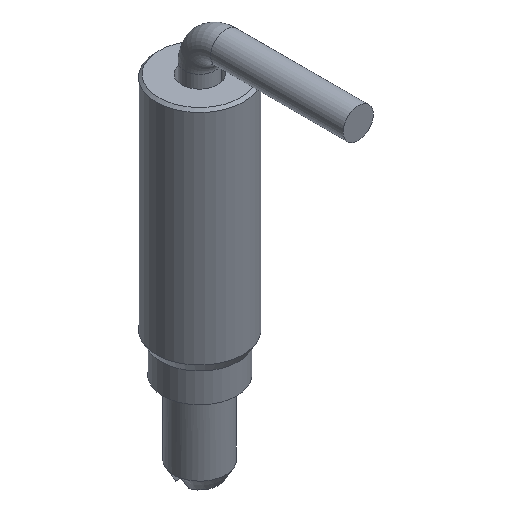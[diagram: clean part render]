
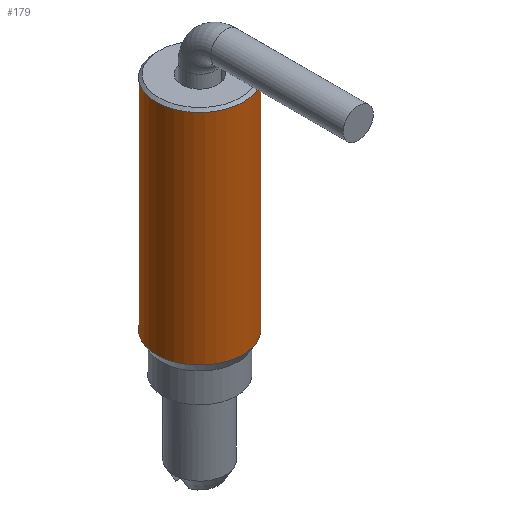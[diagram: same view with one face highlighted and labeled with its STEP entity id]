
A CAD part, isometric view. The second image highlights one B-rep face of the part: STEP entity #179.
In plain terms, the highlighted cylindrical face has radius 5 mm (diameter 10 mm), a full revolution.
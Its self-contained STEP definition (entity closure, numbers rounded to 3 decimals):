
#179=ADVANCED_FACE('',(#227,#228),#229,.T.);
#227=FACE_OUTER_BOUND('',#311,.T.);
#228=FACE_OUTER_BOUND('',#312,.T.);
#229=CYLINDRICAL_SURFACE('',#313,5.0);
#311=EDGE_LOOP('',(#411));
#312=EDGE_LOOP('',(#412));
#313=AXIS2_PLACEMENT_3D('',#413,#414,#415);
#411=ORIENTED_EDGE('',*,*,#539,.T.);
#412=ORIENTED_EDGE('',*,*,#546,.T.);
#413=CARTESIAN_POINT('',(0.0,0.0,26.5));
#414=DIRECTION('',(0.0,0.0,-1.0));
#415=DIRECTION('',(-1.0,0.0,0.0));
#539=EDGE_CURVE('',#578,#578,#579,.F.);
#546=EDGE_CURVE('',#592,#592,#593,.T.);
#578=VERTEX_POINT('',#644);
#579=CIRCLE('',#645,5.0);
#592=VERTEX_POINT('',#658);
#593=CIRCLE('',#659,5.0);
#644=CARTESIAN_POINT('',(5.0,0.,26.2));
#645=AXIS2_PLACEMENT_3D('',#761,#762,#763);
#658=CARTESIAN_POINT('',(5.0,0.0,1.0));
#659=AXIS2_PLACEMENT_3D('',#782,#783,#784);
#761=CARTESIAN_POINT('',(0.0,0.0,26.2));
#762=DIRECTION('',(0.0,0.0,1.0));
#763=DIRECTION('',(1.0,0.0,0.0));
#782=CARTESIAN_POINT('',(0.0,0.0,1.0));
#783=DIRECTION('',(0.0,0.0,1.0));
#784=DIRECTION('',(1.0,0.0,0.0));
